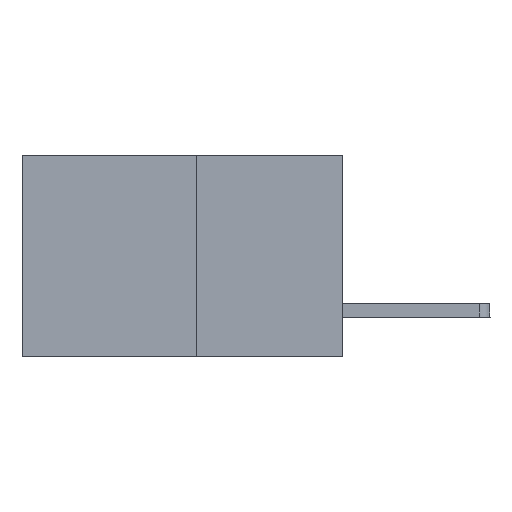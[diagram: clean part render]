
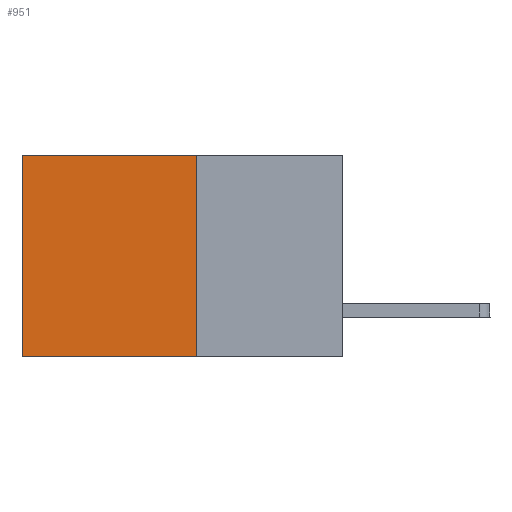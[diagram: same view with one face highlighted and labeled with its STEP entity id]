
A CAD part, left-side view. The second image highlights one B-rep face of the part: STEP entity #951.
In plain terms, the highlighted planar face has unit normal (-1, 0, 0).
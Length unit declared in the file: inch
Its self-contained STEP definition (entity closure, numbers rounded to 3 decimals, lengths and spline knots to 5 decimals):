
#66 = LINE ( 'NONE', #5213, #4307 ) ;
#172 = DIRECTION ( 'NONE',  ( 0., 0., -1. ) ) ;
#328 = DIRECTION ( 'NONE',  ( 1., 0., 0. ) ) ;
#653 = VERTEX_POINT ( 'NONE', #4772 ) ;
#790 = CARTESIAN_POINT ( 'NONE',  ( 0.277, 0.27, -0.37 ) ) ;
#951 = ADVANCED_FACE ( 'NONE', ( #1522 ), #4475, .F. ) ;
#964 = VECTOR ( 'NONE', #8335, 39.37008 ) ;
#1060 = DIRECTION ( 'NONE',  ( 0., 0., -1. ) ) ;
#1135 = VECTOR ( 'NONE', #8413, 39.37008 ) ;
#1233 = CARTESIAN_POINT ( 'NONE',  ( 0.277, 0.59, -0.37 ) ) ;
#1522 = FACE_OUTER_BOUND ( 'NONE', #9213, .T. ) ;
#1684 = CARTESIAN_POINT ( 'NONE',  ( 0.277, 0.27, -0.37 ) ) ;
#2397 = EDGE_CURVE ( 'NONE', #3466, #653, #66, .T. ) ;
#2476 = VERTEX_POINT ( 'NONE', #790 ) ;
#2608 = EDGE_CURVE ( 'NONE', #653, #5172, #6911, .T. ) ;
#3148 = CARTESIAN_POINT ( 'NONE',  ( 0.277, 0.27, -0.37 ) ) ;
#3466 = VERTEX_POINT ( 'NONE', #8664 ) ;
#4018 = LINE ( 'NONE', #1684, #964 ) ;
#4307 = VECTOR ( 'NONE', #9479, 39.37008 ) ;
#4475 = PLANE ( 'NONE',  #6842 ) ;
#4772 = CARTESIAN_POINT ( 'NONE',  ( 0.277, 0.59, 0. ) ) ;
#4795 = ORIENTED_EDGE ( 'NONE', *, *, #2397, .T. ) ;
#5172 = VERTEX_POINT ( 'NONE', #1233 ) ;
#5191 = VECTOR ( 'NONE', #172, 39.37008 ) ;
#5213 = CARTESIAN_POINT ( 'NONE',  ( 0.277, 0.27, 0. ) ) ;
#5442 = CARTESIAN_POINT ( 'NONE',  ( 0.277, 0.59, -0.37 ) ) ;
#6842 = AXIS2_PLACEMENT_3D ( 'NONE', #8489, #328, #1060 ) ;
#6911 = LINE ( 'NONE', #5442, #1135 ) ;
#7435 = ORIENTED_EDGE ( 'NONE', *, *, #8186, .F. ) ;
#7455 = LINE ( 'NONE', #3148, #5191 ) ;
#8047 = ORIENTED_EDGE ( 'NONE', *, *, #2608, .T. ) ;
#8186 = EDGE_CURVE ( 'NONE', #3466, #2476, #7455, .T. ) ;
#8335 = DIRECTION ( 'NONE',  ( 0., 1., 0. ) ) ;
#8413 = DIRECTION ( 'NONE',  ( 0., 0., -1. ) ) ;
#8489 = CARTESIAN_POINT ( 'NONE',  ( 0.277, 0.27, -0.37 ) ) ;
#8597 = ORIENTED_EDGE ( 'NONE', *, *, #9072, .F. ) ;
#8664 = CARTESIAN_POINT ( 'NONE',  ( 0.277, 0.27, 0. ) ) ;
#9072 = EDGE_CURVE ( 'NONE', #2476, #5172, #4018, .T. ) ;
#9213 = EDGE_LOOP ( 'NONE', ( #8047, #8597, #7435, #4795 ) ) ;
#9479 = DIRECTION ( 'NONE',  ( 0., 1., 0. ) ) ;
